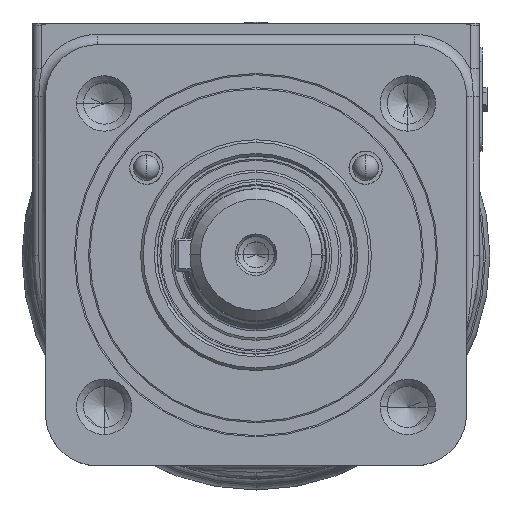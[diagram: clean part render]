
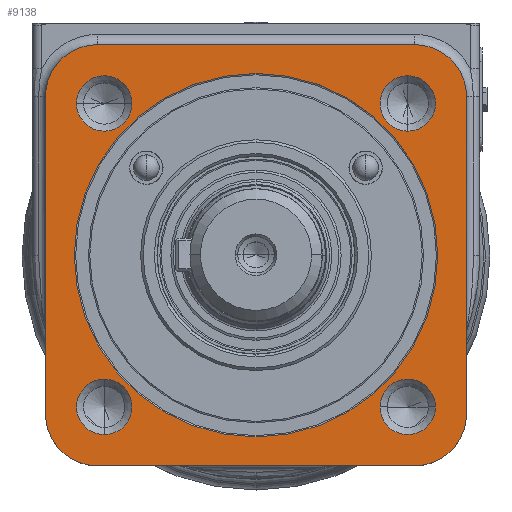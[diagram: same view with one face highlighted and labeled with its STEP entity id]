
A CAD part, top view. The second image highlights one B-rep face of the part: STEP entity #9138.
In plain terms, the highlighted planar face has unit normal (0, 0, 1).
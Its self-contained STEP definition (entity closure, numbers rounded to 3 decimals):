
#379=CARTESIAN_POINT('',(29.186,-29.186,-5.6));
#380=DIRECTION('',(0.,0.,1.));
#381=DIRECTION('',(-1.,0.,0.));
#382=AXIS2_PLACEMENT_3D('',#379,#380,#381);
#384=CARTESIAN_POINT('',(29.186,-29.186,-5.6));
#385=DIRECTION('',(0.,0.,1.));
#386=DIRECTION('',(1.,0.,0.));
#387=AXIS2_PLACEMENT_3D('',#384,#385,#386);
#389=CARTESIAN_POINT('',(-29.186,-29.186,-5.6));
#390=DIRECTION('',(0.,0.,1.));
#391=DIRECTION('',(0.,1.,0.));
#392=AXIS2_PLACEMENT_3D('',#389,#390,#391);
#394=CARTESIAN_POINT('',(-29.186,-29.186,-5.6));
#395=DIRECTION('',(0.,0.,1.));
#396=DIRECTION('',(0.,-1.,0.));
#397=AXIS2_PLACEMENT_3D('',#394,#395,#396);
#399=CARTESIAN_POINT('',(-29.186,29.186,-5.6));
#400=DIRECTION('',(0.,0.,1.));
#401=DIRECTION('',(1.,0.,0.));
#402=AXIS2_PLACEMENT_3D('',#399,#400,#401);
#404=CARTESIAN_POINT('',(-29.186,29.186,-5.6));
#405=DIRECTION('',(0.,0.,1.));
#406=DIRECTION('',(-1.,0.,0.));
#407=AXIS2_PLACEMENT_3D('',#404,#405,#406);
#409=CARTESIAN_POINT('',(29.186,29.186,-5.6));
#410=DIRECTION('',(0.,0.,1.));
#411=DIRECTION('',(0.,-1.,0.));
#412=AXIS2_PLACEMENT_3D('',#409,#410,#411);
#414=CARTESIAN_POINT('',(29.186,29.186,-5.6));
#415=DIRECTION('',(0.,0.,1.));
#416=DIRECTION('',(0.,1.,0.));
#417=AXIS2_PLACEMENT_3D('',#414,#415,#416);
#419=CARTESIAN_POINT('',(0.,0.,-5.6));
#420=DIRECTION('',(0.,0.,-1.));
#421=DIRECTION('',(1.,0.,0.));
#422=AXIS2_PLACEMENT_3D('',#419,#420,#421);
#424=CARTESIAN_POINT('',(0.,0.,-5.6));
#425=DIRECTION('',(0.,0.,-1.));
#426=DIRECTION('',(-1.,0.,0.));
#427=AXIS2_PLACEMENT_3D('',#424,#425,#426);
#429=DIRECTION('',(0.,-1.,0.));
#430=VECTOR('',#429,61.);
#431=CARTESIAN_POINT('',(40.5,30.5,-5.6));
#432=LINE('',#431,#430);
#445=CARTESIAN_POINT('',(30.5,30.5,-5.6));
#446=DIRECTION('',(0.,0.,1.));
#447=DIRECTION('',(1.,0.,0.));
#448=AXIS2_PLACEMENT_3D('',#445,#446,#447);
#455=DIRECTION('',(1.,0.,0.));
#456=VECTOR('',#455,61.);
#457=CARTESIAN_POINT('',(-30.5,40.5,-5.6));
#458=LINE('',#457,#456);
#471=CARTESIAN_POINT('',(-30.5,30.5,-5.6));
#472=DIRECTION('',(0.,0.,1.));
#473=DIRECTION('',(0.,1.,0.));
#474=AXIS2_PLACEMENT_3D('',#471,#472,#473);
#481=DIRECTION('',(0.,1.,0.));
#482=VECTOR('',#481,61.);
#483=CARTESIAN_POINT('',(-40.5,-30.5,-5.6));
#484=LINE('',#483,#482);
#497=CARTESIAN_POINT('',(-30.5,-30.5,-5.6));
#498=DIRECTION('',(0.,0.,1.));
#499=DIRECTION('',(-1.,0.,0.));
#500=AXIS2_PLACEMENT_3D('',#497,#498,#499);
#507=DIRECTION('',(-1.,0.,0.));
#508=VECTOR('',#507,61.);
#509=CARTESIAN_POINT('',(30.5,-40.5,-5.6));
#510=LINE('',#509,#508);
#523=CARTESIAN_POINT('',(30.5,-30.5,-5.6));
#524=DIRECTION('',(0.,0.,1.));
#525=DIRECTION('',(0.,-1.,0.));
#526=AXIS2_PLACEMENT_3D('',#523,#524,#525);
#7544=CARTESIAN_POINT('',(40.5,30.5,-5.6));
#7545=CARTESIAN_POINT('',(40.5,-30.5,-5.6));
#7546=VERTEX_POINT('',#7544);
#7547=VERTEX_POINT('',#7545);
#7548=CARTESIAN_POINT('',(30.5,-40.5,-5.6));
#7549=CARTESIAN_POINT('',(-30.5,-40.5,-5.6));
#7550=VERTEX_POINT('',#7548);
#7551=VERTEX_POINT('',#7549);
#7552=CARTESIAN_POINT('',(-40.5,-30.5,-5.6));
#7553=CARTESIAN_POINT('',(-40.5,30.5,-5.6));
#7554=VERTEX_POINT('',#7552);
#7555=VERTEX_POINT('',#7553);
#7556=CARTESIAN_POINT('',(-30.5,40.5,-5.6));
#7557=CARTESIAN_POINT('',(30.5,40.5,-5.6));
#7558=VERTEX_POINT('',#7556);
#7559=VERTEX_POINT('',#7557);
#7618=CARTESIAN_POINT('',(23.852,-29.186,-5.6));
#7619=CARTESIAN_POINT('',(34.52,-29.186,-5.6));
#7620=VERTEX_POINT('',#7618);
#7621=VERTEX_POINT('',#7619);
#7745=CARTESIAN_POINT('',(34.96,0.,-5.6));
#7746=CARTESIAN_POINT('',(-34.96,0.,-5.6));
#7747=VERTEX_POINT('',#7745);
#7748=VERTEX_POINT('',#7746);
#7763=CARTESIAN_POINT('',(-29.186,-23.852,-5.6));
#7764=CARTESIAN_POINT('',(-29.186,-34.52,-5.6));
#7765=VERTEX_POINT('',#7763);
#7766=VERTEX_POINT('',#7764);
#7777=CARTESIAN_POINT('',(-23.852,29.186,-5.6));
#7778=CARTESIAN_POINT('',(-34.52,29.186,-5.6));
#7779=VERTEX_POINT('',#7777);
#7780=VERTEX_POINT('',#7778);
#7791=CARTESIAN_POINT('',(29.186,23.852,-5.6));
#7792=CARTESIAN_POINT('',(29.186,34.52,-5.6));
#7793=VERTEX_POINT('',#7791);
#7794=VERTEX_POINT('',#7792);
#9086=CARTESIAN_POINT('',(0.,0.,-5.6));
#9087=DIRECTION('',(0.,0.,-1.));
#9088=DIRECTION('',(0.,-1.,0.));
#9089=AXIS2_PLACEMENT_3D('',#9086,#9087,#9088);
#9090=PLANE('',#9089);
#9092=ORIENTED_EDGE('',*,*,#9091,.T.);
#9094=ORIENTED_EDGE('',*,*,#9093,.F.);
#9096=ORIENTED_EDGE('',*,*,#9095,.T.);
#9098=ORIENTED_EDGE('',*,*,#9097,.F.);
#9100=ORIENTED_EDGE('',*,*,#9099,.T.);
#9102=ORIENTED_EDGE('',*,*,#9101,.F.);
#9104=ORIENTED_EDGE('',*,*,#9103,.T.);
#9106=ORIENTED_EDGE('',*,*,#9105,.F.);
#9107=EDGE_LOOP('',(#9092,#9094,#9096,#9098,#9100,#9102,#9104,#9106));
#9108=FACE_OUTER_BOUND('',#9107,.F.);
#9110=ORIENTED_EDGE('',*,*,#9109,.T.);
#9112=ORIENTED_EDGE('',*,*,#9111,.T.);
#9113=EDGE_LOOP('',(#9110,#9112));
#9114=FACE_BOUND('',#9113,.F.);
#9116=ORIENTED_EDGE('',*,*,#9115,.T.);
#9118=ORIENTED_EDGE('',*,*,#9117,.T.);
#9119=EDGE_LOOP('',(#9116,#9118));
#9120=FACE_BOUND('',#9119,.F.);
#9122=ORIENTED_EDGE('',*,*,#9121,.T.);
#9124=ORIENTED_EDGE('',*,*,#9123,.T.);
#9125=EDGE_LOOP('',(#9122,#9124));
#9126=FACE_BOUND('',#9125,.F.);
#9128=ORIENTED_EDGE('',*,*,#9127,.T.);
#9130=ORIENTED_EDGE('',*,*,#9129,.T.);
#9131=EDGE_LOOP('',(#9128,#9130));
#9132=FACE_BOUND('',#9131,.F.);
#9134=ORIENTED_EDGE('',*,*,#9133,.F.);
#9135=ORIENTED_EDGE('',*,*,#9076,.F.);
#9136=EDGE_LOOP('',(#9134,#9135));
#9137=FACE_BOUND('',#9136,.F.);
#9138=ADVANCED_FACE('',(#9108,#9114,#9120,#9126,#9132,#9137),#9090,.F.);
#383=CIRCLE('',#382,5.334);
#388=CIRCLE('',#387,5.334);
#393=CIRCLE('',#392,5.334);
#398=CIRCLE('',#397,5.334);
#403=CIRCLE('',#402,5.334);
#408=CIRCLE('',#407,5.334);
#413=CIRCLE('',#412,5.334);
#418=CIRCLE('',#417,5.334);
#423=CIRCLE('',#422,34.96);
#428=CIRCLE('',#427,34.96);
#449=CIRCLE('',#448,10.);
#475=CIRCLE('',#474,10.);
#501=CIRCLE('',#500,10.);
#527=CIRCLE('',#526,10.);
#9076=EDGE_CURVE('',#7748,#7747,#428,.T.);
#9091=EDGE_CURVE('',#7546,#7547,#432,.T.);
#9093=EDGE_CURVE('',#7550,#7547,#527,.T.);
#9095=EDGE_CURVE('',#7550,#7551,#510,.T.);
#9097=EDGE_CURVE('',#7554,#7551,#501,.T.);
#9099=EDGE_CURVE('',#7554,#7555,#484,.T.);
#9101=EDGE_CURVE('',#7558,#7555,#475,.T.);
#9103=EDGE_CURVE('',#7558,#7559,#458,.T.);
#9105=EDGE_CURVE('',#7546,#7559,#449,.T.);
#9109=EDGE_CURVE('',#7620,#7621,#383,.T.);
#9111=EDGE_CURVE('',#7621,#7620,#388,.T.);
#9115=EDGE_CURVE('',#7765,#7766,#393,.T.);
#9117=EDGE_CURVE('',#7766,#7765,#398,.T.);
#9121=EDGE_CURVE('',#7779,#7780,#403,.T.);
#9123=EDGE_CURVE('',#7780,#7779,#408,.T.);
#9127=EDGE_CURVE('',#7793,#7794,#413,.T.);
#9129=EDGE_CURVE('',#7794,#7793,#418,.T.);
#9133=EDGE_CURVE('',#7747,#7748,#423,.T.);
